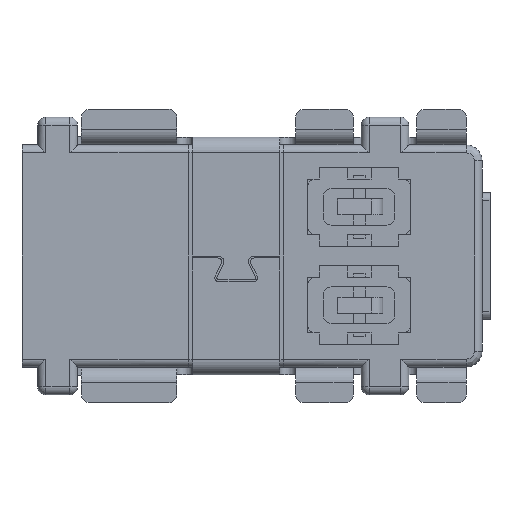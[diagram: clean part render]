
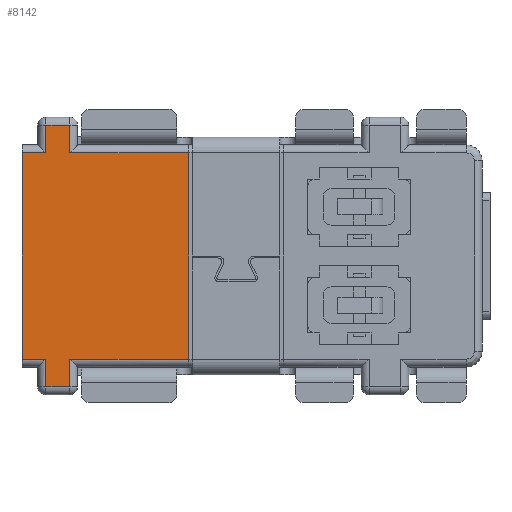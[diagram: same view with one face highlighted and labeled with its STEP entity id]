
A CAD part, front view. The second image highlights one B-rep face of the part: STEP entity #8142.
In plain terms, the highlighted planar face has unit normal (0, -1, 0).
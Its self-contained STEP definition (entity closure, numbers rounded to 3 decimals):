
#717=DIRECTION('',(-1.,0.,0.));
#718=VECTOR('',#717,1.5);
#719=CARTESIAN_POINT('',(22.07,-1.11,-1.3));
#720=LINE('',#719,#718);
#740=DIRECTION('',(0.,0.,1.));
#741=VECTOR('',#740,2.6);
#742=CARTESIAN_POINT('',(22.07,-1.11,-1.3));
#743=LINE('',#742,#741);
#744=DIRECTION('',(0.,0.,-1.));
#745=VECTOR('',#744,2.6);
#746=CARTESIAN_POINT('',(19.97,-1.11,1.3));
#747=LINE('',#746,#745);
#752=DIRECTION('',(1.,0.,0.));
#753=VECTOR('',#752,1.5);
#754=CARTESIAN_POINT('',(20.57,-1.11,1.3));
#755=LINE('',#754,#753);
#771=DIRECTION('',(0.,0.,-1.));
#772=VECTOR('',#771,0.35);
#773=CARTESIAN_POINT('',(20.57,-1.11,1.65));
#774=LINE('',#773,#772);
#794=DIRECTION('',(1.,0.,0.));
#795=VECTOR('',#794,0.3);
#796=CARTESIAN_POINT('',(20.27,-1.11,1.65));
#797=LINE('',#796,#795);
#821=DIRECTION('',(0.,0.,1.));
#822=VECTOR('',#821,0.35);
#823=CARTESIAN_POINT('',(20.27,-1.11,1.3));
#824=LINE('',#823,#822);
#825=DIRECTION('',(1.,0.,0.));
#826=VECTOR('',#825,0.3);
#827=CARTESIAN_POINT('',(19.97,-1.11,1.3));
#828=LINE('',#827,#826);
#833=CARTESIAN_POINT('',(20.27,-1.11,1.3));
#866=DIRECTION('',(-1.,0.,0.));
#867=VECTOR('',#866,0.3);
#868=CARTESIAN_POINT('',(20.27,-1.11,-1.3));
#869=LINE('',#868,#867);
#902=DIRECTION('',(0.,0.,1.));
#903=VECTOR('',#902,0.35);
#904=CARTESIAN_POINT('',(20.27,-1.11,-1.65));
#905=LINE('',#904,#903);
#925=DIRECTION('',(-1.,0.,0.));
#926=VECTOR('',#925,0.3);
#927=CARTESIAN_POINT('',(20.57,-1.11,-1.65));
#928=LINE('',#927,#926);
#952=DIRECTION('',(0.,0.,-1.));
#953=VECTOR('',#952,0.35);
#954=CARTESIAN_POINT('',(20.57,-1.11,-1.3));
#955=LINE('',#954,#953);
#5944=CARTESIAN_POINT('',(22.07,-1.11,-1.3));
#5946=VERTEX_POINT('',#5944);
#5996=CARTESIAN_POINT('',(20.27,-1.11,-1.65));
#5998=VERTEX_POINT('',#5996);
#6062=VERTEX_POINT('',#833);
#6421=CARTESIAN_POINT('',(20.27,-1.11,-1.3));
#6422=CARTESIAN_POINT('',(19.97,-1.11,-1.3));
#6423=VERTEX_POINT('',#6421);
#6424=VERTEX_POINT('',#6422);
#6793=CARTESIAN_POINT('',(20.57,-1.11,1.65));
#6794=VERTEX_POINT('',#6793);
#6866=CARTESIAN_POINT('',(22.07,-1.11,1.3));
#6867=VERTEX_POINT('',#6866);
#6874=CARTESIAN_POINT('',(20.27,-1.11,1.65));
#6875=VERTEX_POINT('',#6874);
#7049=CARTESIAN_POINT('',(20.57,-1.11,1.3));
#7050=VERTEX_POINT('',#7049);
#7107=CARTESIAN_POINT('',(20.57,-1.11,-1.3));
#7108=CARTESIAN_POINT('',(20.57,-1.11,-1.65));
#7109=VERTEX_POINT('',#7107);
#7110=VERTEX_POINT('',#7108);
#7192=CARTESIAN_POINT('',(19.97,-1.11,1.3));
#7193=VERTEX_POINT('',#7192);
#8113=CARTESIAN_POINT('',(23.42,-1.11,1.85));
#8114=DIRECTION('',(0.,1.,0.));
#8115=DIRECTION('',(1.,0.,0.));
#8116=AXIS2_PLACEMENT_3D('',#8113,#8114,#8115);
#8117=PLANE('',#8116);
#8119=ORIENTED_EDGE('',*,*,#8118,.T.);
#8120=ORIENTED_EDGE('',*,*,#8089,.F.);
#8121=ORIENTED_EDGE('',*,*,#8104,.T.);
#8123=ORIENTED_EDGE('',*,*,#8122,.T.);
#8125=ORIENTED_EDGE('',*,*,#8124,.T.);
#8127=ORIENTED_EDGE('',*,*,#8126,.T.);
#8129=ORIENTED_EDGE('',*,*,#8128,.T.);
#8131=ORIENTED_EDGE('',*,*,#8130,.F.);
#8133=ORIENTED_EDGE('',*,*,#8132,.T.);
#8135=ORIENTED_EDGE('',*,*,#8134,.T.);
#8137=ORIENTED_EDGE('',*,*,#8136,.T.);
#8139=ORIENTED_EDGE('',*,*,#8138,.T.);
#8140=EDGE_LOOP('',(#8119,#8120,#8121,#8123,#8125,#8127,#8129,#8131,#8133,#8135,
#8137,#8139));
#8141=FACE_OUTER_BOUND('',#8140,.F.);
#8142=ADVANCED_FACE('',(#8141),#8117,.F.);
#8089=EDGE_CURVE('',#5946,#6867,#743,.T.);
#8104=EDGE_CURVE('',#5946,#7109,#720,.T.);
#8118=EDGE_CURVE('',#7050,#6867,#755,.T.);
#8122=EDGE_CURVE('',#7109,#7110,#955,.T.);
#8124=EDGE_CURVE('',#7110,#5998,#928,.T.);
#8126=EDGE_CURVE('',#5998,#6423,#905,.T.);
#8128=EDGE_CURVE('',#6423,#6424,#869,.T.);
#8130=EDGE_CURVE('',#7193,#6424,#747,.T.);
#8132=EDGE_CURVE('',#7193,#6062,#828,.T.);
#8134=EDGE_CURVE('',#6062,#6875,#824,.T.);
#8136=EDGE_CURVE('',#6875,#6794,#797,.T.);
#8138=EDGE_CURVE('',#6794,#7050,#774,.T.);
